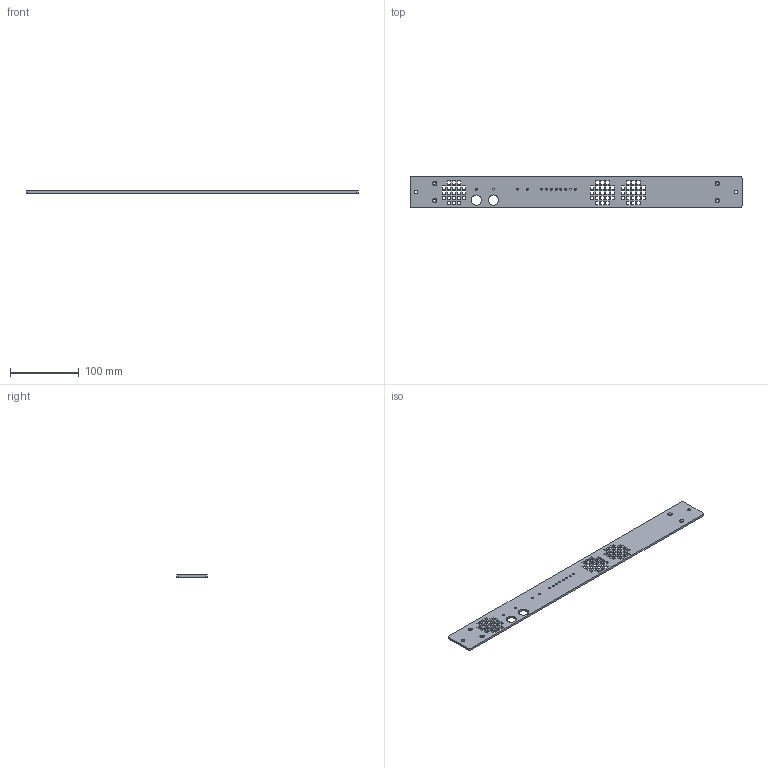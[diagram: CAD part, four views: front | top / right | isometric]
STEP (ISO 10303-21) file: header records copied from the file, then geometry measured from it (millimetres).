
FILE_DESCRIPTION((''),'2;1');
FILE_NAME('X_FRONT_PANEL','2013-05-23T',('Vaughan'),(''),'PRO/ENGINEER BY PARAMETRIC TECHNOLOGY CORPORATION, 2010280','PRO/ENGINEER BY PARAMETRIC TECHNOLOGY CORPORATION, 2010280','');
FILE_SCHEMA(('CONFIG_CONTROL_DESIGN'));
Length unit declared in the file: millimetre
Products named in the file (1): X_FRONT_PANEL
Bounding box: 483 x 44.45 x 3 mm (x, y, z)
Volume: 57917 mm3; surface area: 46463.1 mm2
Topology: 1 solids, 1 shells, 310 faces, 916 edges, 608 vertices
Faces by surface type: plane 258, cylinder 42, cone 10
Entity records: 10582 total; most frequent: CARTESIAN_POINT 1834, ORIENTED_EDGE 1832, DIRECTION 1632, EDGE_CURVE 916, VECTOR 820, LINE 820, VERTEX_POINT 608, EDGE_LOOP 476
